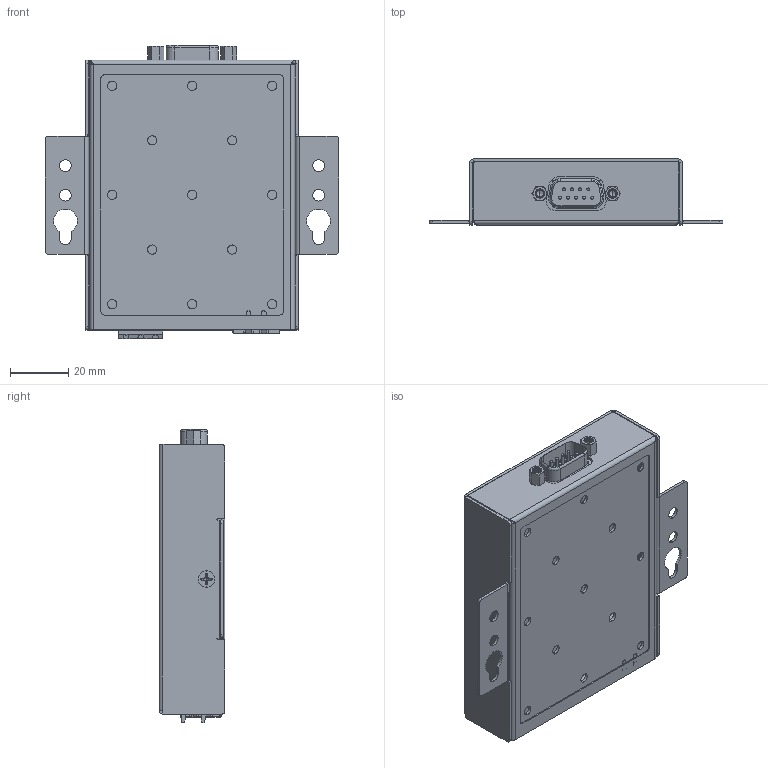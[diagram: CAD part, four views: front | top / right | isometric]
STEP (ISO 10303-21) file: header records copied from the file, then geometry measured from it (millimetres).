
FILE_DESCRIPTION (( 'STEP AP214' ), '1' );
FILE_NAME ('99440-4_DEVICEMASTER_RTS_DB9M_5-30VDC_1P_ROHS.STEP', '2017-08-07T22:04:26', ( '' ), ( '' ), 'SwSTEP 2.0', 'SolidWorks 2017', '' );
FILE_SCHEMA (( 'AUTOMOTIVE_DESIGN' ));
Length unit declared in the file: millimetre
Products named in the file (1): 99440-4_DEVICEMASTER_RTS_DB9M_5-30VDC_1P_ROHS
Bounding box: 100.99 x 22.68 x 100.87 mm (x, y, z)
Volume: 38179.7 mm3; surface area: 79481.5 mm2
Topology: 12 solids, 12 shells, 1557 faces, 4298 edges, 2773 vertices
Faces by surface type: plane 859, cylinder 570, cone 68, bspline 56, torus 4
Entity records: 73195 total; most frequent: CARTESIAN_POINT 16685, ORIENTED_EDGE 8544, DIRECTION 7767, EDGE_CURVE 4272, LINE 2825, VECTOR 2825, VERTEX_POINT 2773, AXIS2_PLACEMENT_3D 2471
